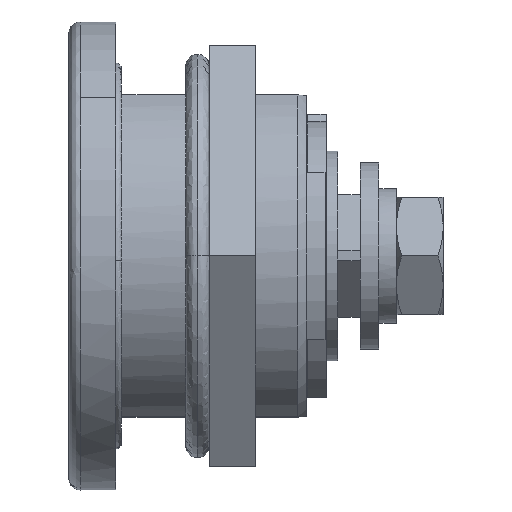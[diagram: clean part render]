
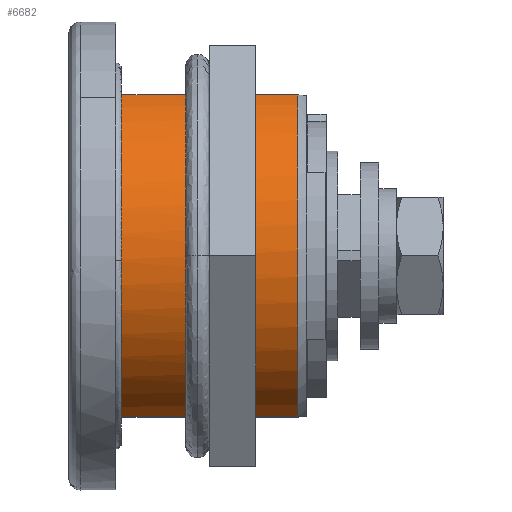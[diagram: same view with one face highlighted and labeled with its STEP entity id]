
A CAD part, top view. The second image highlights one B-rep face of the part: STEP entity #6682.
In plain terms, the highlighted free-form (B-spline) face has degree [1, 2] with [2, 5] control points.
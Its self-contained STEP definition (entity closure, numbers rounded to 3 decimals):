
#6596=CARTESIAN_POINT('',(19.964,13.802,5.875));
#6597=CARTESIAN_POINT('',(2.576,13.802,5.875));
#6598=CARTESIAN_POINT('',(19.964,9.839,15.184));
#6599=CARTESIAN_POINT('',(2.576,9.839,15.184));
#6600=CARTESIAN_POINT('',(19.964,-0.277,14.997));
#6601=CARTESIAN_POINT('',(2.576,-0.277,14.997));
#6602=CARTESIAN_POINT('',(19.964,-10.392,14.811));
#6603=CARTESIAN_POINT('',(2.576,-10.392,14.811));
#6604=CARTESIAN_POINT('',(19.964,-14.009,5.362));
#6605=CARTESIAN_POINT('',(2.576,-14.009,5.362));
#6613=(BOUNDED_SURFACE()B_SPLINE_SURFACE(1,2,((#6596,#6598,#6600,#6602,#6604),(#6597,#6599,#6601,#6603,#6605)),.UNSPECIFIED.,.F.,.F.,.U.)B_SPLINE_SURFACE_WITH_KNOTS((2,2),(3,2,3),(0.0,17.388),(0.0,18.344,36.688),.UNSPECIFIED.)GEOMETRIC_REPRESENTATION_ITEM()RATIONAL_B_SPLINE_SURFACE(((1.0,0.829,1.0,0.829,1.0),(1.0,0.829,1.0,0.829,1.0)))REPRESENTATION_ITEM('')SURFACE());
#6614=CARTESIAN_POINT('',(19.55,-13.75,5.995));
#6615=VERTEX_POINT('',#6614);
#6616=CARTESIAN_POINT('',(3.,-13.75,5.995));
#6617=VERTEX_POINT('',#6616);
#6618=CARTESIAN_POINT('',(19.55,-13.75,5.995));
#6619=CARTESIAN_POINT('',(3.,-13.75,5.995));
#6620=QUASI_UNIFORM_CURVE('',1,(#6618,#6619),.UNSPECIFIED.,.F.,.U.);
#6621=EDGE_CURVE('',#6615,#6617,#6620,.T.);
#6622=ORIENTED_EDGE('',*,*,#6621,.F.);
#6623=CARTESIAN_POINT('',(19.55,13.75,5.995));
#6624=VERTEX_POINT('',#6623);
#6625=CARTESIAN_POINT('',(19.55,-13.75,5.995));
#6626=CARTESIAN_POINT('',(19.55,-13.497,6.576));
#6627=CARTESIAN_POINT('',(19.55,-12.864,7.808));
#6628=CARTESIAN_POINT('',(19.55,-11.675,9.498));
#6629=CARTESIAN_POINT('',(19.55,-10.29,10.969));
#6630=CARTESIAN_POINT('',(19.55,-8.801,12.195));
#6631=CARTESIAN_POINT('',(19.55,-7.247,13.178));
#6632=CARTESIAN_POINT('',(19.55,-5.481,14.008));
#6633=CARTESIAN_POINT('',(19.55,-3.773,14.555));
#6634=CARTESIAN_POINT('',(19.55,-1.88,14.92));
#6635=CARTESIAN_POINT('',(19.55,-0.045,15.045));
#6636=CARTESIAN_POINT('',(19.55,1.721,14.929));
#6637=CARTESIAN_POINT('',(19.55,3.375,14.645));
#6638=CARTESIAN_POINT('',(19.55,4.859,14.224));
#6639=CARTESIAN_POINT('',(19.55,6.476,13.564));
#6640=CARTESIAN_POINT('',(19.55,7.911,12.784));
#6641=CARTESIAN_POINT('',(19.55,9.413,11.725));
#6642=CARTESIAN_POINT('',(19.55,10.661,10.6));
#6643=CARTESIAN_POINT('',(19.55,11.829,9.272));
#6644=CARTESIAN_POINT('',(19.55,12.86,7.806));
#6645=CARTESIAN_POINT('',(19.55,13.469,6.638));
#6646=CARTESIAN_POINT('',(19.55,13.75,5.995));
#6647=B_SPLINE_CURVE_WITH_KNOTS('',3,(#6625,#6626,#6627,#6628,#6629,#6630,#6631,#6632,#6633,#6634,#6635,#6636,#6637,#6638,#6639,#6640,#6641,#6642,#6643,#6644,#6645,#6646),.UNSPECIFIED.,.F.,.U.,(4,1,1,1,1,1,1,1,1,1,1,1,1,1,1,1,1,1,1,4),(0.,1.903,4.145,6.183,7.95,9.921,11.687,13.794,15.288,17.463,19.297,20.588,22.491,23.918,25.821,27.383,29.422,30.849,32.683,34.79),.UNSPECIFIED.);
#6648=EDGE_CURVE('',#6615,#6624,#6647,.T.);
#6649=ORIENTED_EDGE('',*,*,#6648,.T.);
#6650=CARTESIAN_POINT('',(3.,13.75,5.995));
#6651=VERTEX_POINT('',#6650);
#6652=CARTESIAN_POINT('',(19.55,13.75,5.995));
#6653=CARTESIAN_POINT('',(3.,13.75,5.995));
#6654=QUASI_UNIFORM_CURVE('',1,(#6652,#6653),.UNSPECIFIED.,.F.,.U.);
#6655=EDGE_CURVE('',#6624,#6651,#6654,.T.);
#6656=ORIENTED_EDGE('',*,*,#6655,.T.);
#6657=CARTESIAN_POINT('',(3.,13.75,5.995));
#6658=CARTESIAN_POINT('',(3.,13.478,6.618));
#6659=CARTESIAN_POINT('',(3.,12.882,7.766));
#6660=CARTESIAN_POINT('',(3.,11.611,9.591));
#6661=CARTESIAN_POINT('',(3.,10.119,11.154));
#6662=CARTESIAN_POINT('',(3.,8.517,12.384));
#6663=CARTESIAN_POINT('',(3.,6.986,13.314));
#6664=CARTESIAN_POINT('',(3.,5.457,14.011));
#6665=CARTESIAN_POINT('',(3.,3.577,14.609));
#6666=CARTESIAN_POINT('',(3.,1.857,14.925));
#6667=CARTESIAN_POINT('',(3.,-0.113,15.036));
#6668=CARTESIAN_POINT('',(3.,-2.243,14.901));
#6669=CARTESIAN_POINT('',(3.,-4.414,14.395));
#6670=CARTESIAN_POINT('',(3.,-6.459,13.583));
#6671=CARTESIAN_POINT('',(3.,-8.049,12.704));
#6672=CARTESIAN_POINT('',(3.,-9.442,11.689));
#6673=CARTESIAN_POINT('',(3.,-10.809,10.462));
#6674=CARTESIAN_POINT('',(3.,-12.365,8.652));
#6675=CARTESIAN_POINT('',(3.,-13.316,6.991));
#6676=CARTESIAN_POINT('',(3.,-13.75,5.995));
#6677=B_SPLINE_CURVE_WITH_KNOTS('',3,(#6657,#6658,#6659,#6660,#6661,#6662,#6663,#6664,#6665,#6666,#6667,#6668,#6669,#6670,#6671,#6672,#6673,#6674,#6675,#6676),.UNSPECIFIED.,.F.,.U.,(4,1,1,1,1,1,1,1,1,1,1,1,1,1,1,1,1,4),(0.,2.038,3.873,6.659,8.494,9.921,12.027,13.522,15.832,17.259,19.433,22.219,23.918,26.024,27.655,29.082,31.528,34.79),.UNSPECIFIED.);
#6678=EDGE_CURVE('',#6651,#6617,#6677,.T.);
#6679=ORIENTED_EDGE('',*,*,#6678,.T.);
#6680=EDGE_LOOP('',(#6622,#6649,#6656,#6679));
#6681=FACE_OUTER_BOUND('',#6680,.T.);
#6682=ADVANCED_FACE('',(#6681),#6613,.T.);
